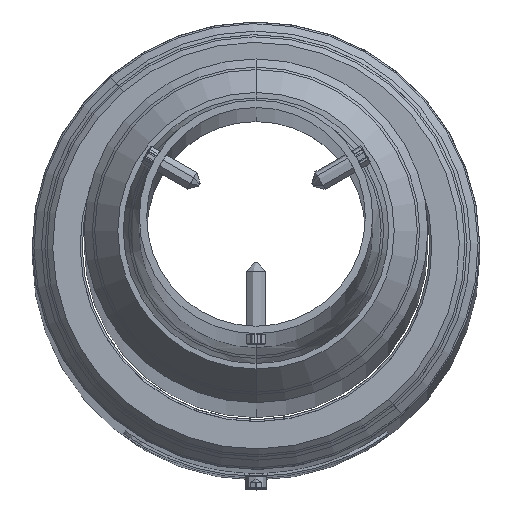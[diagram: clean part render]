
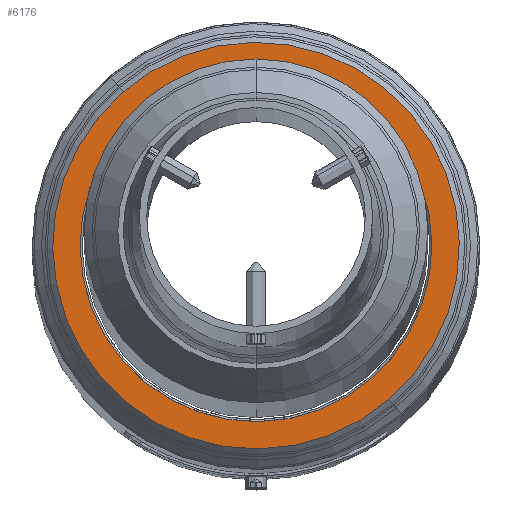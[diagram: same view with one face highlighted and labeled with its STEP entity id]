
A CAD part, top view. The second image highlights one B-rep face of the part: STEP entity #6176.
In plain terms, the highlighted face is planar.
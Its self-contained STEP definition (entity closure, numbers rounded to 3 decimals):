
#32 = DIRECTION ( 'NONE',  ( 0., 0., -1. ) ) ;
#117 = DIRECTION ( 'NONE',  ( 1., 0., 0. ) ) ;
#282 = ORIENTED_EDGE ( 'NONE', *, *, #3798, .T. ) ;
#301 = CARTESIAN_POINT ( 'NONE',  ( -99.55, 0., -40. ) ) ;
#363 = CIRCLE ( 'NONE', #6573, 99.55 ) ;
#741 = CARTESIAN_POINT ( 'NONE',  ( 0., 0., -40. ) ) ;
#877 = CIRCLE ( 'NONE', #6529, 99.55 ) ;
#879 = DIRECTION ( 'NONE',  ( 1., 0., 0. ) ) ;
#950 = CARTESIAN_POINT ( 'NONE',  ( 0., 109.55, -40. ) ) ;
#1155 = DIRECTION ( 'NONE',  ( 1., 0., 0. ) ) ;
#1198 = CARTESIAN_POINT ( 'NONE',  ( 0., 0., -40. ) ) ;
#1259 = EDGE_LOOP ( 'NONE', ( #6222, #282 ) ) ;
#1288 = CARTESIAN_POINT ( 'NONE',  ( 0., 0., -40. ) ) ;
#1343 = CARTESIAN_POINT ( 'NONE',  ( -86.15, 0., -40. ) ) ;
#1813 = DIRECTION ( 'NONE',  ( 0., 0., -1. ) ) ;
#2454 = AXIS2_PLACEMENT_3D ( 'NONE', #950, #6358, #879 ) ;
#3043 = EDGE_CURVE ( 'NONE', #3653, #6393, #5549, .T. ) ;
#3196 = VERTEX_POINT ( 'NONE', #6011 ) ;
#3309 = CARTESIAN_POINT ( 'NONE',  ( 0., 0., -40. ) ) ;
#3473 = EDGE_CURVE ( 'NONE', #3196, #6856, #363, .T. ) ;
#3653 = VERTEX_POINT ( 'NONE', #4563 ) ;
#3658 = PLANE ( 'NONE',  #2454 ) ;
#3779 = CIRCLE ( 'NONE', #4242, 86.15 ) ;
#3798 = EDGE_CURVE ( 'NONE', #6856, #3196, #877, .T. ) ;
#4058 = AXIS2_PLACEMENT_3D ( 'NONE', #1288, #5594, #6741 ) ;
#4242 = AXIS2_PLACEMENT_3D ( 'NONE', #3309, #5362, #117 ) ;
#4303 = ORIENTED_EDGE ( 'NONE', *, *, #3043, .T. ) ;
#4563 = CARTESIAN_POINT ( 'NONE',  ( 86.15, 0., -40. ) ) ;
#4824 = ORIENTED_EDGE ( 'NONE', *, *, #5814, .T. ) ;
#5221 = FACE_OUTER_BOUND ( 'NONE', #1259, .T. ) ;
#5362 = DIRECTION ( 'NONE',  ( 0., 0., 1. ) ) ;
#5549 = CIRCLE ( 'NONE', #4058, 86.15 ) ;
#5594 = DIRECTION ( 'NONE',  ( 0., 0., 1. ) ) ;
#5657 = EDGE_LOOP ( 'NONE', ( #4824, #4303 ) ) ;
#5814 = EDGE_CURVE ( 'NONE', #6393, #3653, #3779, .T. ) ;
#5822 = FACE_BOUND ( 'NONE', #5657, .T. ) ;
#6011 = CARTESIAN_POINT ( 'NONE',  ( 99.55, 0., -40. ) ) ;
#6176 = ADVANCED_FACE ( 'NONE', ( #5822, #5221 ), #3658, .F. ) ;
#6222 = ORIENTED_EDGE ( 'NONE', *, *, #3473, .T. ) ;
#6358 = DIRECTION ( 'NONE',  ( 0., 0., 1. ) ) ;
#6393 = VERTEX_POINT ( 'NONE', #1343 ) ;
#6529 = AXIS2_PLACEMENT_3D ( 'NONE', #1198, #1813, #6583 ) ;
#6573 = AXIS2_PLACEMENT_3D ( 'NONE', #741, #32, #1155 ) ;
#6583 = DIRECTION ( 'NONE',  ( 1., 0., 0. ) ) ;
#6741 = DIRECTION ( 'NONE',  ( 1., 0., 0. ) ) ;
#6856 = VERTEX_POINT ( 'NONE', #301 ) ;
